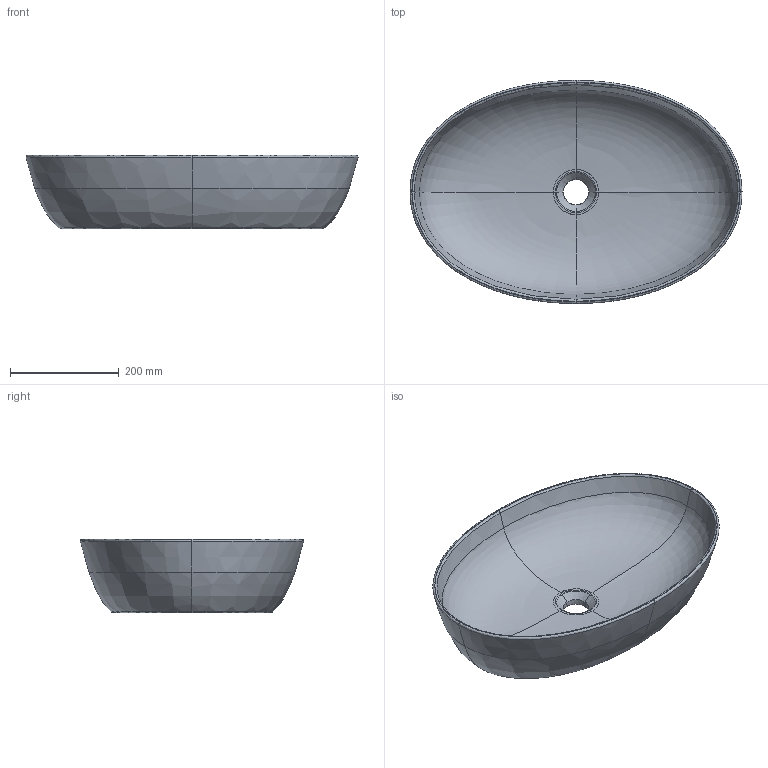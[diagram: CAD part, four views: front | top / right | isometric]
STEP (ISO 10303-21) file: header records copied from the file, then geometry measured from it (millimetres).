
FILE_DESCRIPTION(/* description */ (''),/* implementation_level */ '2;1');
FILE_NAME(/* name */ '419861_4198U6.stp',/* time_stamp */ '2020-10-27T12:33:09+01:00',/* author */ (''),/* organization */ (''),/* preprocessor_version */ 'ST-DEVELOPER v16.7',/* originating_system */ 'SIEMENS PLM Software NX 1863',/* authorisation */ '');
FILE_SCHEMA (('AUTOMOTIVE_DESIGN { 1 0 10303 214 3 1 1 1 }'));
Length unit declared in the file: millimetre
Products named in the file (1): Conz181C46BBuign
Bounding box: 610.36 x 410.36 x 135 mm (x, y, z)
Volume: 7480481 mm3; surface area: 613243 mm2
Topology: 1 solids, 1 shells, 117 faces, 259 edges, 146 vertices
Faces by surface type: bspline 85, plane 15, cone 8, cylinder 4, revolution 4, torus 1
Entity records: 13294 total; most frequent: CARTESIAN_POINT 11360, ORIENTED_EDGE 516, EDGE_CURVE 258, DIRECTION 188, B_SPLINE_CURVE_WITH_KNOTS 165, VERTEX_POINT 146, EDGE_LOOP 122, ADVANCED_FACE 117
